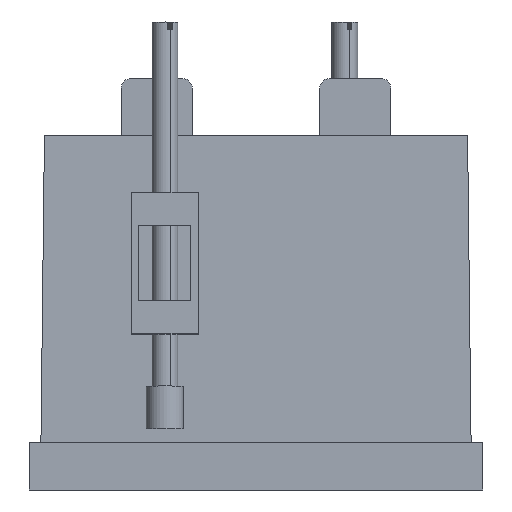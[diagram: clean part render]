
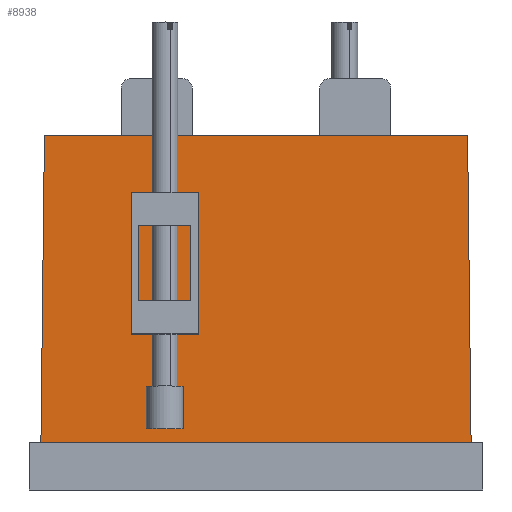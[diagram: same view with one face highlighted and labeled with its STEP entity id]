
A CAD part, left-side view. The second image highlights one B-rep face of the part: STEP entity #8938.
In plain terms, the highlighted planar face has unit normal (-1, 0, 0.011).
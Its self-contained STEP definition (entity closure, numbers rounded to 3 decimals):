
#49 = LINE ( 'NONE', #10864, #9680 ) ;
#115 = ORIENTED_EDGE ( 'NONE', *, *, #870, .F. ) ;
#177 = CARTESIAN_POINT ( 'NONE',  ( -45.489, 45.489, -65. ) ) ;
#825 = VERTEX_POINT ( 'NONE', #13137 ) ;
#870 = EDGE_CURVE ( 'NONE', #9459, #17280, #11723, .T. ) ;
#1125 = ORIENTED_EDGE ( 'NONE', *, *, #15459, .F. ) ;
#1471 = CARTESIAN_POINT ( 'NONE',  ( -45.489, -45.489, -65. ) ) ;
#1483 = ORIENTED_EDGE ( 'NONE', *, *, #16797, .F. ) ;
#1679 = EDGE_LOOP ( 'NONE', ( #115, #9341, #1483, #12939 ) ) ;
#1704 = ORIENTED_EDGE ( 'NONE', *, *, #11360, .F. ) ;
#2044 = ORIENTED_EDGE ( 'NONE', *, *, #10818, .T. ) ;
#2912 = DIRECTION ( 'NONE',  ( -0.011, 0., -1. ) ) ;
#3347 = LINE ( 'NONE', #10670, #4287 ) ;
#3388 = LINE ( 'NONE', #8482, #15397 ) ;
#3538 = VECTOR ( 'NONE', #8840, 1000. ) ;
#3598 = CARTESIAN_POINT ( 'NONE',  ( -45.149, 21., -35.1 ) ) ;
#4287 = VECTOR ( 'NONE', #13759, 1000. ) ;
#4416 = CARTESIAN_POINT ( 'NONE',  ( -45.228, 17., -42.1 ) ) ;
#4476 = LINE ( 'NONE', #14961, #8981 ) ;
#4773 = CARTESIAN_POINT ( 'NONE',  ( -44.967, 17., -19.1 ) ) ;
#5122 = LINE ( 'NONE', #10485, #11009 ) ;
#5253 = DIRECTION ( 'NONE',  ( -1., 0., 0.011 ) ) ;
#5353 = VERTEX_POINT ( 'NONE', #14801 ) ;
#5452 = EDGE_CURVE ( 'NONE', #12478, #16572, #6386, .T. ) ;
#5633 = CARTESIAN_POINT ( 'NONE',  ( -44.887, 21., -12.1 ) ) ;
#6159 = DIRECTION ( 'NONE',  ( 0., 1., 0. ) ) ;
#6208 = ORIENTED_EDGE ( 'NONE', *, *, #10510, .F. ) ;
#6214 = CARTESIAN_POINT ( 'NONE',  ( -44.967, 44.75, -19.1 ) ) ;
#6386 = LINE ( 'NONE', #19208, #3538 ) ;
#6392 = VERTEX_POINT ( 'NONE', #4416 ) ;
#6681 = CARTESIAN_POINT ( 'NONE',  ( -44.75, 44.75, 0. ) ) ;
#6760 = DIRECTION ( 'NONE',  ( 0.011, 0., 1. ) ) ;
#7012 = VECTOR ( 'NONE', #16510, 1000. ) ;
#7275 = EDGE_CURVE ( 'NONE', #6392, #12478, #12671, .T. ) ;
#7720 = VECTOR ( 'NONE', #6159, 1000. ) ;
#7975 = CARTESIAN_POINT ( 'NONE',  ( -45.149, 17., -35.1 ) ) ;
#8452 = VECTOR ( 'NONE', #14181, 1000. ) ;
#8482 = CARTESIAN_POINT ( 'NONE',  ( -45.228, 44.75, -42.1 ) ) ;
#8840 = DIRECTION ( 'NONE',  ( 0., 1., 0. ) ) ;
#8902 = AXIS2_PLACEMENT_3D ( 'NONE', #14468, #5253, #6760 ) ;
#8938 = ADVANCED_FACE ( 'NONE', ( #9550, #9092, #12595 ), #14267, .T. ) ;
#8981 = VECTOR ( 'NONE', #9059, 1000. ) ;
#9054 = CARTESIAN_POINT ( 'NONE',  ( -44.887, 44.75, -12.1 ) ) ;
#9059 = DIRECTION ( 'NONE',  ( -0.011, 0., -1. ) ) ;
#9092 = FACE_BOUND ( 'NONE', #1679, .T. ) ;
#9169 = LINE ( 'NONE', #6681, #18098 ) ;
#9276 = VECTOR ( 'NONE', #16409, 1000. ) ;
#9341 = ORIENTED_EDGE ( 'NONE', *, *, #14460, .F. ) ;
#9459 = VERTEX_POINT ( 'NONE', #18236 ) ;
#9550 = FACE_BOUND ( 'NONE', #10482, .T. ) ;
#9680 = VECTOR ( 'NONE', #16833, 1000. ) ;
#9754 = VERTEX_POINT ( 'NONE', #177 ) ;
#10170 = DIRECTION ( 'NONE',  ( 0.011, 0., 1. ) ) ;
#10284 = ORIENTED_EDGE ( 'NONE', *, *, #7275, .F. ) ;
#10332 = LINE ( 'NONE', #6214, #7012 ) ;
#10482 = EDGE_LOOP ( 'NONE', ( #19127, #10284, #6208, #1125 ) ) ;
#10485 = CARTESIAN_POINT ( 'NONE',  ( -44.75, 21., 0. ) ) ;
#10510 = EDGE_CURVE ( 'NONE', #5353, #6392, #3388, .T. ) ;
#10670 = CARTESIAN_POINT ( 'NONE',  ( -44.75, 44.75, 0. ) ) ;
#10818 = EDGE_CURVE ( 'NONE', #9754, #16812, #12784, .T. ) ;
#10864 = CARTESIAN_POINT ( 'NONE',  ( -44.738, -44.738, 1.017 ) ) ;
#10960 = DIRECTION ( 'NONE',  ( 0.011, -0.011, 1. ) ) ;
#11009 = VECTOR ( 'NONE', #2912, 1000. ) ;
#11021 = CARTESIAN_POINT ( 'NONE',  ( -44.75, 17., 0. ) ) ;
#11093 = VECTOR ( 'NONE', #10170, 1000. ) ;
#11360 = EDGE_CURVE ( 'NONE', #825, #17899, #3347, .T. ) ;
#11396 = EDGE_LOOP ( 'NONE', ( #1704, #11766, #2044, #16587 ) ) ;
#11723 = LINE ( 'NONE', #9054, #7720 ) ;
#11766 = ORIENTED_EDGE ( 'NONE', *, *, #16534, .F. ) ;
#11812 = LINE ( 'NONE', #19348, #11093 ) ;
#11851 = CARTESIAN_POINT ( 'NONE',  ( -44.967, 21., -19.1 ) ) ;
#12478 = VERTEX_POINT ( 'NONE', #7975 ) ;
#12595 = FACE_OUTER_BOUND ( 'NONE', #11396, .T. ) ;
#12671 = LINE ( 'NONE', #11021, #8452 ) ;
#12784 = LINE ( 'NONE', #14907, #9276 ) ;
#12939 = ORIENTED_EDGE ( 'NONE', *, *, #19276, .F. ) ;
#12988 = DIRECTION ( 'NONE',  ( 0., -1., 0. ) ) ;
#13137 = CARTESIAN_POINT ( 'NONE',  ( -44.75, 44.75, 0. ) ) ;
#13395 = VERTEX_POINT ( 'NONE', #11851 ) ;
#13759 = DIRECTION ( 'NONE',  ( 0., -1., 0. ) ) ;
#14084 = VERTEX_POINT ( 'NONE', #4773 ) ;
#14181 = DIRECTION ( 'NONE',  ( 0.011, 0., 1. ) ) ;
#14267 = PLANE ( 'NONE',  #8902 ) ;
#14460 = EDGE_CURVE ( 'NONE', #14084, #9459, #11812, .T. ) ;
#14468 = CARTESIAN_POINT ( 'NONE',  ( -44.75, 44.75, 0. ) ) ;
#14687 = EDGE_CURVE ( 'NONE', #16812, #17899, #49, .T. ) ;
#14801 = CARTESIAN_POINT ( 'NONE',  ( -45.228, 21., -42.1 ) ) ;
#14907 = CARTESIAN_POINT ( 'NONE',  ( -45.489, -44.75, -65. ) ) ;
#14961 = CARTESIAN_POINT ( 'NONE',  ( -44.75, 21., 0. ) ) ;
#15397 = VECTOR ( 'NONE', #12988, 1000. ) ;
#15459 = EDGE_CURVE ( 'NONE', #16572, #5353, #4476, .T. ) ;
#16409 = DIRECTION ( 'NONE',  ( 0., -1., 0. ) ) ;
#16510 = DIRECTION ( 'NONE',  ( 0., -1., 0. ) ) ;
#16534 = EDGE_CURVE ( 'NONE', #9754, #825, #9169, .T. ) ;
#16572 = VERTEX_POINT ( 'NONE', #3598 ) ;
#16587 = ORIENTED_EDGE ( 'NONE', *, *, #14687, .T. ) ;
#16797 = EDGE_CURVE ( 'NONE', #13395, #14084, #10332, .T. ) ;
#16812 = VERTEX_POINT ( 'NONE', #1471 ) ;
#16833 = DIRECTION ( 'NONE',  ( 0.011, 0.011, 1. ) ) ;
#17280 = VERTEX_POINT ( 'NONE', #5633 ) ;
#17433 = CARTESIAN_POINT ( 'NONE',  ( -44.75, -44.75, 0. ) ) ;
#17899 = VERTEX_POINT ( 'NONE', #17433 ) ;
#18098 = VECTOR ( 'NONE', #10960, 1000. ) ;
#18236 = CARTESIAN_POINT ( 'NONE',  ( -44.887, 17., -12.1 ) ) ;
#19127 = ORIENTED_EDGE ( 'NONE', *, *, #5452, .F. ) ;
#19208 = CARTESIAN_POINT ( 'NONE',  ( -45.149, 44.75, -35.1 ) ) ;
#19276 = EDGE_CURVE ( 'NONE', #17280, #13395, #5122, .T. ) ;
#19348 = CARTESIAN_POINT ( 'NONE',  ( -44.75, 17., 0. ) ) ;
